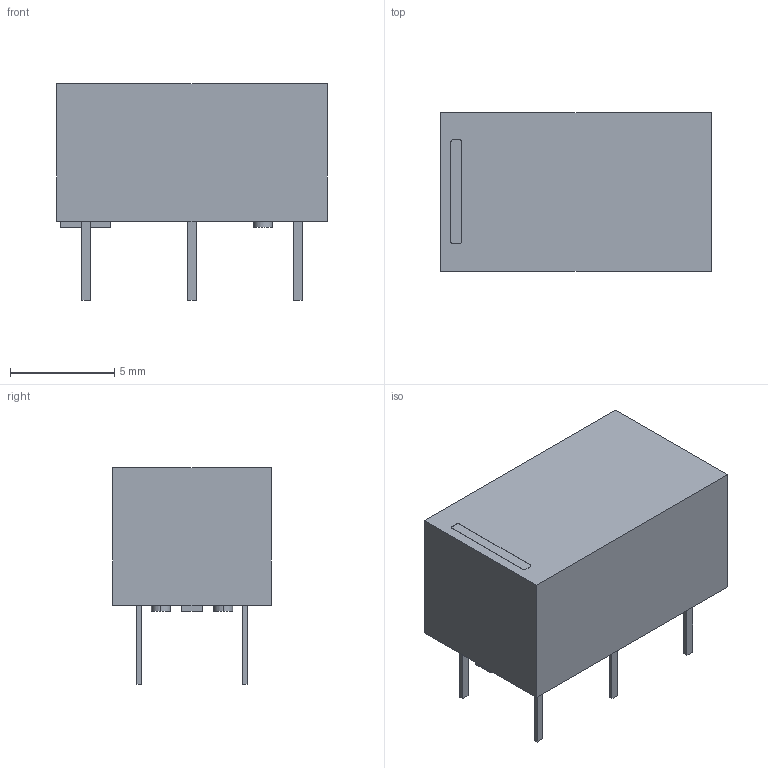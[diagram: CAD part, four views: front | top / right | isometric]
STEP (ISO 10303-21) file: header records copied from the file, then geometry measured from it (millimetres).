
FILE_DESCRIPTION((''),'2;1');
FILE_NAME('REL_TYCO-AXICOM_V23026A1xxxB201.stp','2012-08-14T13:46:32',(''),(''),'Mechanical Desktop 2011','Mechanical Desktop 2011',', , ');
FILE_SCHEMA(('AUTOMOTIVE_DESIGN { 1 2 10303 214 1 1 1 1 }'));
Length unit declared in the file: millimetre
Products named in the file (1): Product
Bounding box: 13 x 7.6 x 10.4 mm (x, y, z)
Volume: 646.3 mm3; surface area: 520 mm2
Topology: 11 solids, 11 shells, 80 faces, 168 edges, 112 vertices
Faces by surface type: bspline 53, plane 15, cylinder 12
Entity records: 2165 total; most frequent: CARTESIAN_POINT 520, ORIENTED_EDGE 336, DIRECTION 248, EDGE_CURVE 168, VECTOR 144, LINE 144, VERTEX_POINT 112, EDGE_LOOP 82
